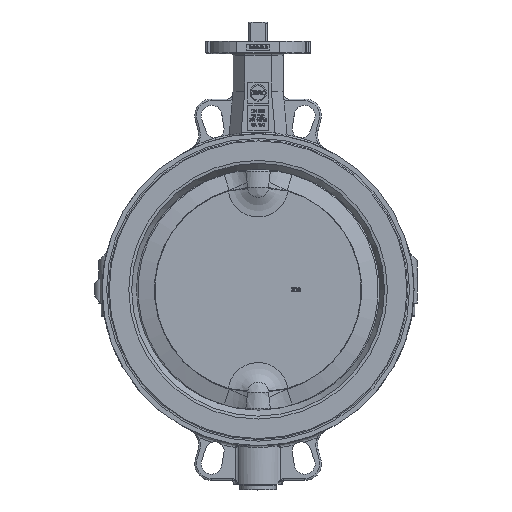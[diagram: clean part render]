
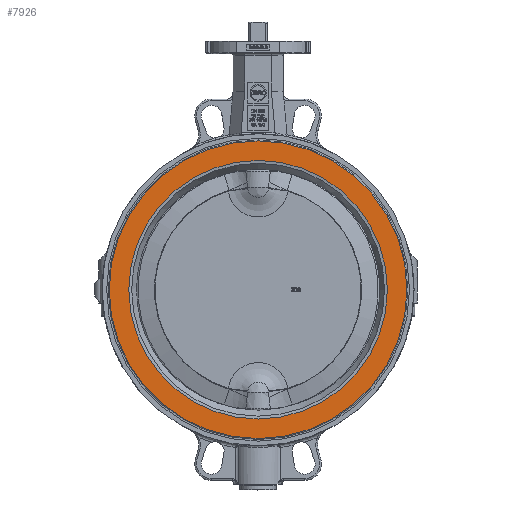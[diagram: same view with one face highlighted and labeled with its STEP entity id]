
A CAD part, top view. The second image highlights one B-rep face of the part: STEP entity #7926.
In plain terms, the highlighted planar face has unit normal (0, 0, 1).
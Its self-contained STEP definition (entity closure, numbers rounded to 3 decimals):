
#7875=CARTESIAN_POINT('',(178.5,2.5,39.));
#7876=VERTEX_POINT('',#7875);
#7877=CARTESIAN_POINT('',(0.,2.5,39.));
#7878=DIRECTION('',(0.0,0.0,-1.0));
#7879=DIRECTION('',(-1.0,0.0,0.0));
#7880=AXIS2_PLACEMENT_3D('',#7877,#7878,#7879);
#7881=CIRCLE('',#7880,178.5);
#7882=EDGE_CURVE('',#7876,#7876,#7881,.T.);
#7907=CARTESIAN_POINT('',(167.25,2.5,39.));
#7908=DIRECTION('',(0.0,0.0,1.0));
#7909=DIRECTION('',(0.0,1.0,0.0));
#7910=AXIS2_PLACEMENT_3D('',#7907,#7908,#7909);
#7911=PLANE('',#7910);
#7912=ORIENTED_EDGE('',*,*,#7882,.F.);
#7913=EDGE_LOOP('',(#7912));
#7914=FACE_OUTER_BOUND('',#7913,.T.);
#7915=CARTESIAN_POINT('',(155.0,2.5,39.0));
#7916=VERTEX_POINT('',#7915);
#7917=CARTESIAN_POINT('',(0.,2.5,39.));
#7918=DIRECTION('',(0.0,0.0,1.0));
#7919=DIRECTION('',(1.0,0.0,0.0));
#7920=AXIS2_PLACEMENT_3D('',#7917,#7918,#7919);
#7921=CIRCLE('',#7920,155.0);
#7922=EDGE_CURVE('',#7916,#7916,#7921,.T.);
#7923=ORIENTED_EDGE('',*,*,#7922,.F.);
#7924=EDGE_LOOP('',(#7923));
#7925=FACE_BOUND('',#7924,.T.);
#7926=ADVANCED_FACE('',(#7914,#7925),#7911,.T.);
